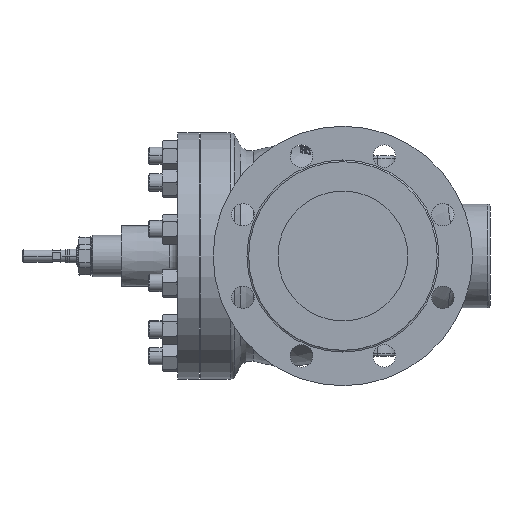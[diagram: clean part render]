
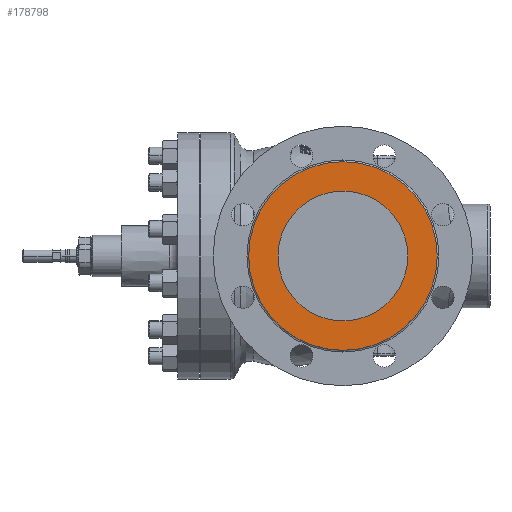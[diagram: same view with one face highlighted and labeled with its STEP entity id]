
A CAD part, left-side view. The second image highlights one B-rep face of the part: STEP entity #178798.
In plain terms, the highlighted planar face has unit normal (-1, 0, 0).
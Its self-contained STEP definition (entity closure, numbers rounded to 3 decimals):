
#9327 = EDGE_CURVE ( 'NONE', #188629, #216148, #146078, .T. ) ;
#12279 = CARTESIAN_POINT ( 'NONE',  ( -240., 75., 0. ) ) ;
#14555 = EDGE_CURVE ( 'NONE', #216148, #188629, #223529, .T. ) ;
#22362 = FACE_BOUND ( 'NONE', #257575, .T. ) ;
#24488 = CARTESIAN_POINT ( 'NONE',  ( -240., 0., 0. ) ) ;
#28078 = CIRCLE ( 'NONE', #146922, 75. ) ;
#28376 = CARTESIAN_POINT ( 'NONE',  ( -240., 0., -109. ) ) ;
#31640 = CARTESIAN_POINT ( 'NONE',  ( -240., -75., 0. ) ) ;
#32722 = CIRCLE ( 'NONE', #48509, 75. ) ;
#39068 = ORIENTED_EDGE ( 'NONE', *, *, #84448, .F. ) ;
#47185 = DIRECTION ( 'NONE',  ( 0., -1., 0. ) ) ;
#48509 = AXIS2_PLACEMENT_3D ( 'NONE', #24488, #182359, #47185 ) ;
#49183 = DIRECTION ( 'NONE',  ( -1., 0., 0. ) ) ;
#54440 = ORIENTED_EDGE ( 'NONE', *, *, #14555, .T. ) ;
#72056 = AXIS2_PLACEMENT_3D ( 'NONE', #184363, #49183, #207106 ) ;
#73405 = DIRECTION ( 'NONE',  ( -1., 0., 0. ) ) ;
#77551 = CARTESIAN_POINT ( 'NONE',  ( -240., 0., 0. ) ) ;
#84448 = EDGE_CURVE ( 'NONE', #250168, #205147, #28078, .T. ) ;
#97676 = ORIENTED_EDGE ( 'NONE', *, *, #9327, .T. ) ;
#100268 = DIRECTION ( 'NONE',  ( 0., -1., 0. ) ) ;
#104532 = AXIS2_PLACEMENT_3D ( 'NONE', #208663, #73405, #231387 ) ;
#128333 = PLANE ( 'NONE',  #231383 ) ;
#145133 = EDGE_CURVE ( 'NONE', #205147, #250168, #32722, .T. ) ;
#146078 = CIRCLE ( 'NONE', #72056, 109. ) ;
#146922 = AXIS2_PLACEMENT_3D ( 'NONE', #77551, #235509, #100268 ) ;
#151034 = DIRECTION ( 'NONE',  ( 0., -1., 0. ) ) ;
#178798 = ADVANCED_FACE ( 'NONE', ( #22362, #202509 ), #128333, .T. ) ;
#182359 = DIRECTION ( 'NONE',  ( -1., 0., 0. ) ) ;
#184363 = CARTESIAN_POINT ( 'NONE',  ( -240., 0., 0. ) ) ;
#188629 = VERTEX_POINT ( 'NONE', #28376 ) ;
#194277 = EDGE_LOOP ( 'NONE', ( #97676, #54440 ) ) ;
#202509 = FACE_OUTER_BOUND ( 'NONE', #194277, .T. ) ;
#205147 = VERTEX_POINT ( 'NONE', #31640 ) ;
#207106 = DIRECTION ( 'NONE',  ( 0., 0., 1. ) ) ;
#208663 = CARTESIAN_POINT ( 'NONE',  ( -240., 0., 0. ) ) ;
#216148 = VERTEX_POINT ( 'NONE', #233253 ) ;
#223529 = CIRCLE ( 'NONE', #104532, 109. ) ;
#231383 = AXIS2_PLACEMENT_3D ( 'NONE', #240869, #286250, #151034 ) ;
#231387 = DIRECTION ( 'NONE',  ( 0., 0., 1. ) ) ;
#233253 = CARTESIAN_POINT ( 'NONE',  ( -240., 0., 109. ) ) ;
#235509 = DIRECTION ( 'NONE',  ( -1., 0., 0. ) ) ;
#240869 = CARTESIAN_POINT ( 'NONE',  ( -240., -75., 0. ) ) ;
#250168 = VERTEX_POINT ( 'NONE', #12279 ) ;
#257575 = EDGE_LOOP ( 'NONE', ( #292370, #39068 ) ) ;
#286250 = DIRECTION ( 'NONE',  ( -1., 0., 0. ) ) ;
#292370 = ORIENTED_EDGE ( 'NONE', *, *, #145133, .F. ) ;
